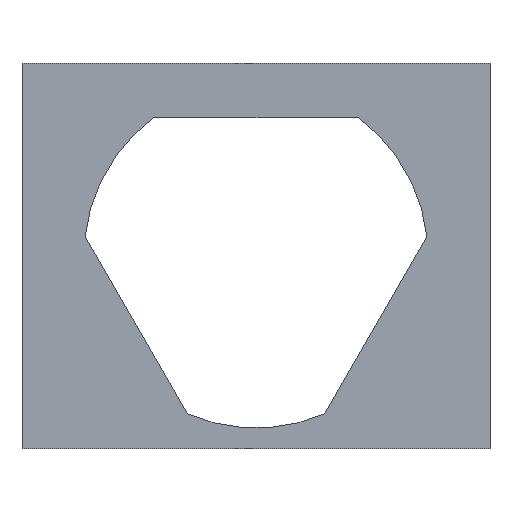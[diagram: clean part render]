
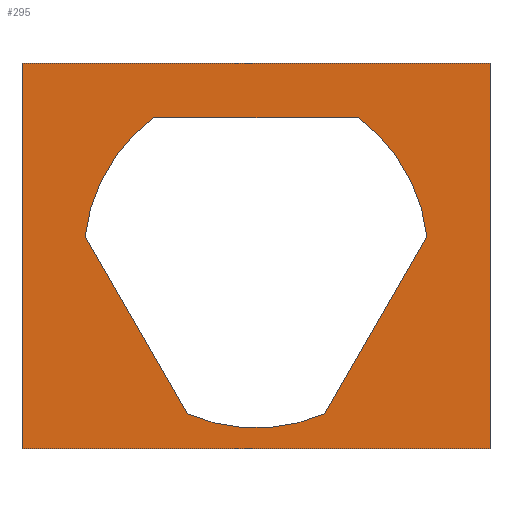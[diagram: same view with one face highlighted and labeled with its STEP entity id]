
A CAD part, top view. The second image highlights one B-rep face of the part: STEP entity #295.
In plain terms, the highlighted planar face has unit normal (0, 0, 1).
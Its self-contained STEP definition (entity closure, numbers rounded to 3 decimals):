
#21=FACE_BOUND('',#70,.T.);
#29=CIRCLE('',#331,12.5);
#31=CIRCLE('',#335,12.5);
#33=CIRCLE('',#339,12.5);
#50=FACE_OUTER_BOUND('',#69,.T.);
#69=EDGE_LOOP('',(#242,#243,#244,#245));
#70=EDGE_LOOP('',(#246,#247,#248,#249,#250,#251));
#83=LINE('',#473,#109);
#87=LINE('',#483,#113);
#90=LINE('',#492,#116);
#92=LINE('',#500,#118);
#94=LINE('',#504,#120);
#96=LINE('',#508,#122);
#98=LINE('',#511,#124);
#109=VECTOR('',#380,10.);
#113=VECTOR('',#392,10.);
#116=VECTOR('',#403,10.);
#118=VECTOR('',#413,10.);
#120=VECTOR('',#417,10.);
#122=VECTOR('',#421,10.);
#124=VECTOR('',#425,10.);
#139=VERTEX_POINT('',#470);
#140=VERTEX_POINT('',#472);
#141=VERTEX_POINT('',#477);
#142=VERTEX_POINT('',#481);
#143=VERTEX_POINT('',#486);
#144=VERTEX_POINT('',#490);
#145=VERTEX_POINT('',#497);
#146=VERTEX_POINT('',#499);
#147=VERTEX_POINT('',#503);
#148=VERTEX_POINT('',#507);
#164=EDGE_CURVE('',#140,#139,#83,.T.);
#168=EDGE_CURVE('',#139,#141,#29,.T.);
#170=EDGE_CURVE('',#141,#142,#87,.T.);
#173=EDGE_CURVE('',#142,#143,#31,.T.);
#175=EDGE_CURVE('',#143,#144,#90,.T.);
#177=EDGE_CURVE('',#144,#140,#33,.T.);
#179=EDGE_CURVE('',#146,#145,#92,.T.);
#181=EDGE_CURVE('',#147,#146,#94,.T.);
#183=EDGE_CURVE('',#148,#147,#96,.T.);
#185=EDGE_CURVE('',#145,#148,#98,.T.);
#242=ORIENTED_EDGE('',*,*,#185,.T.);
#243=ORIENTED_EDGE('',*,*,#183,.T.);
#244=ORIENTED_EDGE('',*,*,#181,.T.);
#245=ORIENTED_EDGE('',*,*,#179,.T.);
#246=ORIENTED_EDGE('',*,*,#164,.T.);
#247=ORIENTED_EDGE('',*,*,#168,.T.);
#248=ORIENTED_EDGE('',*,*,#170,.T.);
#249=ORIENTED_EDGE('',*,*,#173,.T.);
#250=ORIENTED_EDGE('',*,*,#175,.T.);
#251=ORIENTED_EDGE('',*,*,#177,.T.);
#279=PLANE('',#344);
#295=ADVANCED_FACE('',(#50,#21),#279,.T.);
#331=AXIS2_PLACEMENT_3D('',#479,#387,#388);
#335=AXIS2_PLACEMENT_3D('',#488,#398,#399);
#339=AXIS2_PLACEMENT_3D('',#495,#408,#409);
#344=AXIS2_PLACEMENT_3D('',#512,#426,#427);
#380=DIRECTION('',(1.,0.,0.));
#387=DIRECTION('center_axis',(0.,0.,-1.));
#388=DIRECTION('ref_axis',(1.,0.,0.));
#392=DIRECTION('',(-0.5,-0.866,0.));
#398=DIRECTION('center_axis',(0.,0.,-1.));
#399=DIRECTION('ref_axis',(1.,0.,0.));
#403=DIRECTION('',(-0.5,0.866,0.));
#408=DIRECTION('center_axis',(0.,0.,-1.));
#409=DIRECTION('ref_axis',(1.,0.,0.));
#413=DIRECTION('',(0.,-1.,0.));
#417=DIRECTION('',(-1.,0.,0.));
#421=DIRECTION('',(0.,1.,0.));
#425=DIRECTION('',(1.,0.,0.));
#426=DIRECTION('center_axis',(0.,0.,1.));
#427=DIRECTION('ref_axis',(1.,0.,0.));
#470=CARTESIAN_POINT('',(19.323,10.339,2.));
#472=CARTESIAN_POINT('',(4.458,10.339,2.));
#473=CARTESIAN_POINT('',(15.607,10.339,2.));
#477=CARTESIAN_POINT('',(24.311,1.701,2.));
#479=CARTESIAN_POINT('Origin',(11.891,0.289,2.));
#481=CARTESIAN_POINT('',(16.878,-11.173,2.));
#483=CARTESIAN_POINT('',(18.736,-7.955,2.));
#486=CARTESIAN_POINT('',(6.903,-11.173,2.));
#488=CARTESIAN_POINT('Origin',(11.891,0.289,2.));
#490=CARTESIAN_POINT('',(-0.529,1.701,2.));
#492=CARTESIAN_POINT('',(1.329,-1.518,2.));
#495=CARTESIAN_POINT('Origin',(11.891,0.289,2.));
#497=CARTESIAN_POINT('',(-5.109,-13.711,2.));
#499=CARTESIAN_POINT('',(-5.109,14.289,2.));
#500=CARTESIAN_POINT('',(-5.109,-13.711,2.));
#503=CARTESIAN_POINT('',(28.891,14.289,2.));
#504=CARTESIAN_POINT('',(-5.109,14.289,2.));
#507=CARTESIAN_POINT('',(28.891,-13.711,2.));
#508=CARTESIAN_POINT('',(28.891,14.289,2.));
#511=CARTESIAN_POINT('',(28.891,-13.711,2.));
#512=CARTESIAN_POINT('Origin',(11.891,0.289,2.));
